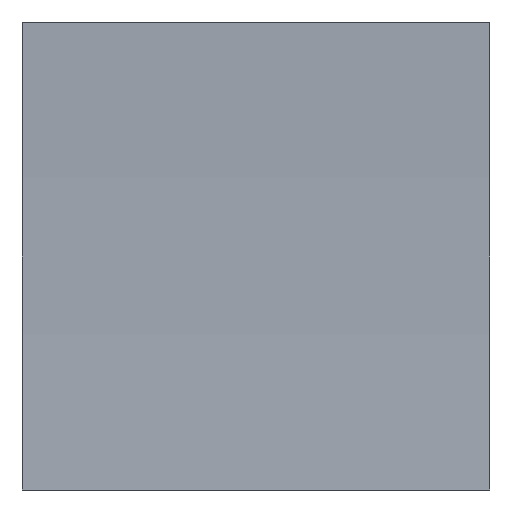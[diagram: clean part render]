
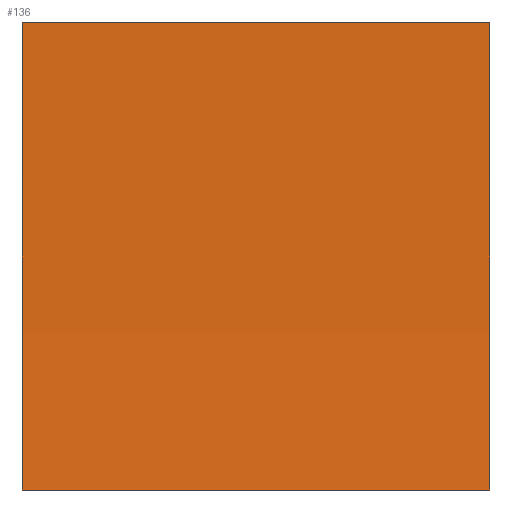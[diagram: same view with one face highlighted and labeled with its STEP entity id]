
A CAD part, left-side view. The second image highlights one B-rep face of the part: STEP entity #136.
In plain terms, the highlighted cylindrical face has radius 114.62 mm (diameter 229.24 mm), a partial arc.
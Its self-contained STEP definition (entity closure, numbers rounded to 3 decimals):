
#7 = VERTEX_POINT ( 'NONE', #67 ) ;
#9 = EDGE_CURVE ( 'NONE', #177, #63, #113, .T. ) ;
#13 = DIRECTION ( 'NONE',  ( 0., -1., 0. ) ) ;
#15 = DIRECTION ( 'NONE',  ( 0., -1., 0. ) ) ;
#20 = DIRECTION ( 'NONE',  ( 0., -1., 0. ) ) ;
#25 = CARTESIAN_POINT ( 'NONE',  ( -116.62, 0., 5. ) ) ;
#26 = EDGE_LOOP ( 'NONE', ( #172, #148, #86, #57 ) ) ;
#30 = DIRECTION ( 'NONE',  ( 0., 0., 1. ) ) ;
#31 = CARTESIAN_POINT ( 'NONE',  ( -2.109, 10., 10. ) ) ;
#43 = VECTOR ( 'NONE', #126, 1000. ) ;
#47 = CARTESIAN_POINT ( 'NONE',  ( -2.109, 10., 0. ) ) ;
#57 = ORIENTED_EDGE ( 'NONE', *, *, #76, .T. ) ;
#58 = DIRECTION ( 'NONE',  ( 0., 0., 1. ) ) ;
#63 = VERTEX_POINT ( 'NONE', #145 ) ;
#65 = CARTESIAN_POINT ( 'NONE',  ( -2.109, 10., 10. ) ) ;
#67 = CARTESIAN_POINT ( 'NONE',  ( -2.109, 10., 0. ) ) ;
#73 = LINE ( 'NONE', #31, #195 ) ;
#76 = EDGE_CURVE ( 'NONE', #7, #177, #78, .T. ) ;
#78 = LINE ( 'NONE', #47, #43 ) ;
#80 = AXIS2_PLACEMENT_3D ( 'NONE', #181, #20, #58 ) ;
#86 = ORIENTED_EDGE ( 'NONE', *, *, #111, .F. ) ;
#89 = EDGE_CURVE ( 'NONE', #186, #63, #73, .T. ) ;
#95 = AXIS2_PLACEMENT_3D ( 'NONE', #25, #15, #30 ) ;
#110 = AXIS2_PLACEMENT_3D ( 'NONE', #157, #140, #187 ) ;
#111 = EDGE_CURVE ( 'NONE', #7, #186, #188, .T. ) ;
#113 = CIRCLE ( 'NONE', #95, 114.62 ) ;
#121 = CYLINDRICAL_SURFACE ( 'NONE', #110, 114.62 ) ;
#126 = DIRECTION ( 'NONE',  ( 0., -1., 0. ) ) ;
#131 = FACE_OUTER_BOUND ( 'NONE', #26, .T. ) ;
#136 = ADVANCED_FACE ( 'NONE', ( #131 ), #121, .F. ) ;
#140 = DIRECTION ( 'NONE',  ( 0., -1., 0. ) ) ;
#145 = CARTESIAN_POINT ( 'NONE',  ( -2.109, 0., 10. ) ) ;
#148 = ORIENTED_EDGE ( 'NONE', *, *, #89, .F. ) ;
#157 = CARTESIAN_POINT ( 'NONE',  ( -116.62, 10., 5. ) ) ;
#172 = ORIENTED_EDGE ( 'NONE', *, *, #9, .T. ) ;
#177 = VERTEX_POINT ( 'NONE', #183 ) ;
#181 = CARTESIAN_POINT ( 'NONE',  ( -116.62, 10., 5. ) ) ;
#183 = CARTESIAN_POINT ( 'NONE',  ( -2.109, 0., 0. ) ) ;
#186 = VERTEX_POINT ( 'NONE', #65 ) ;
#187 = DIRECTION ( 'NONE',  ( 0., 0., -1. ) ) ;
#188 = CIRCLE ( 'NONE', #80, 114.62 ) ;
#195 = VECTOR ( 'NONE', #13, 1000. ) ;
